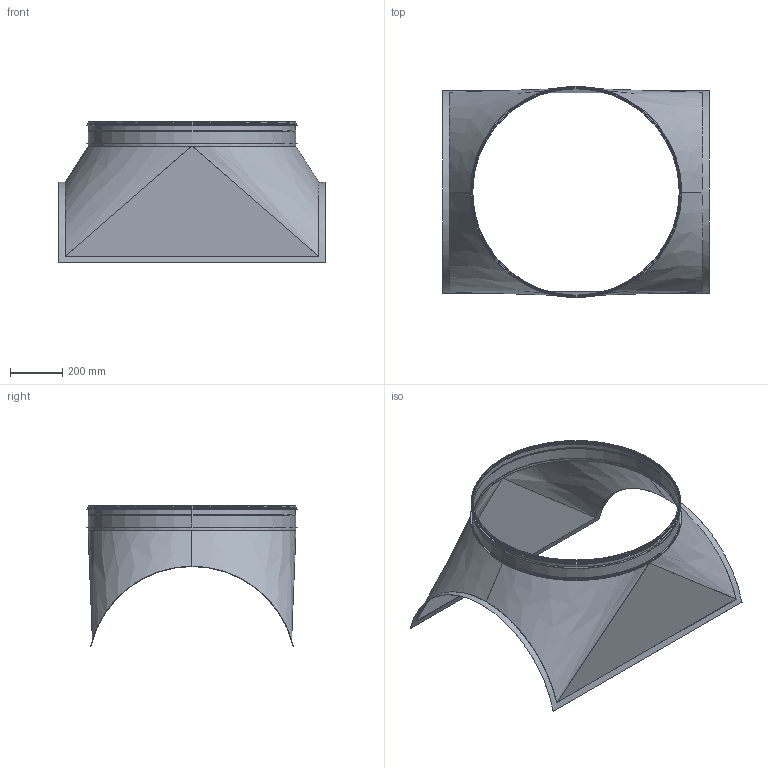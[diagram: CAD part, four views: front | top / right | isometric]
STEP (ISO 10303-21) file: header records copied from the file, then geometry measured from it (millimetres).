
FILE_DESCRIPTION((''),'2;1');
FILE_NAME('HPSR_800-800.stp','2014-02-24T12:47:51',(''),(''),'Autodesk Inventor 2013','Autodesk Inventor 2013','');
FILE_SCHEMA(('AUTOMOTIVE_DESIGN { 1 2 10303 214 0 1 1 1 }'));
Length unit declared in the file: millimetre
Products named in the file (5): HPSR_800-800; HPSRRörämne_800-800; StosMedFals-800; StosMedFalsRörämne-800; 999012
Assembly tree (4 placements, depth 3):
  HPSR_800-800
    HPSRRörämne_800-800
    StosMedFals-800
      StosMedFalsRörämne-800
      999012
Bounding box: 1025 x 813.08 x 541.33 mm (x, y, z)
Volume: 812192.1 mm3; surface area: 3035625.3 mm2
Topology: 3 solids, 3 shells, 108 faces, 238 edges, 134 vertices
Faces by surface type: plane 53, cylinder 19, torus 18, bspline 12, cone 6
Full cylindrical faces by diameter (mm): 792.85 x1, 793.85 x1, 795.05 x1, 796.75 x1, 797.65 x5, 797.75 x1, 798.65 x2, 801.65 x1, 804.05 x1, 809.05 x1, 809.65 x1
Entity records: 3648 total; most frequent: CARTESIAN_POINT 1126, DIRECTION 492, ORIENTED_EDGE 436, EDGE_CURVE 218, AXIS2_PLACEMENT_3D 196, EDGE_LOOP 134, VERTEX_POINT 132, STYLED_ITEM 110
